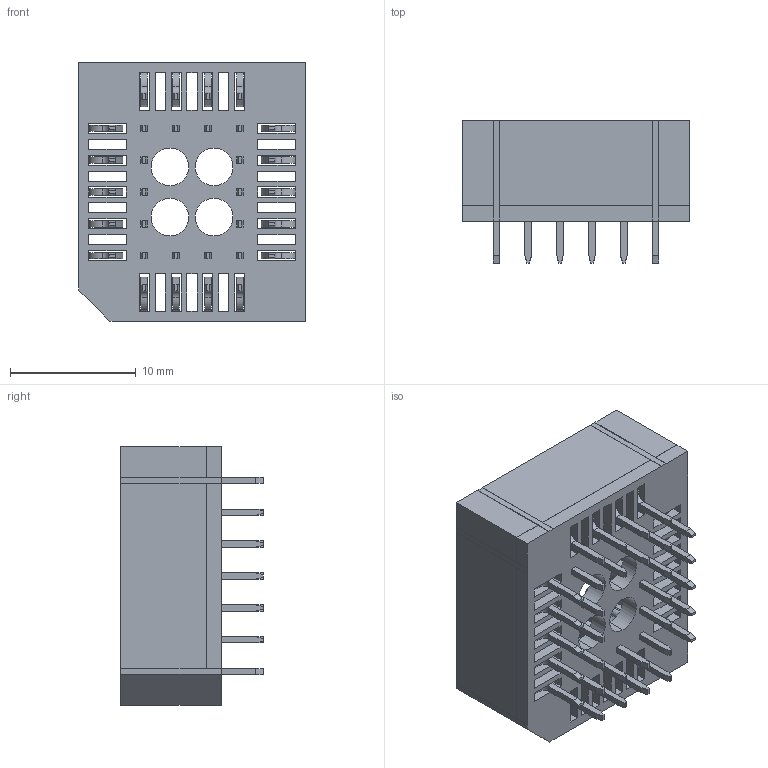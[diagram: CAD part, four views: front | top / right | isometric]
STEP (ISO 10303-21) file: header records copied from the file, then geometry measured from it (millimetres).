
FILE_DESCRIPTION (( 'STEP AP203' ), '1' );
FILE_NAME ('ACCS032ZT.STEP', '2017-06-24T06:32:21', ( '' ), ( '' ), 'SwSTEP 2.0', 'SolidWorks 2013', '' );
FILE_SCHEMA (( 'CONFIG_CONTROL_DESIGN' ));
Length unit declared in the file: millimetre
Products named in the file (1): ACCS032ZT
Bounding box: 18.05 x 11.35 x 20.6 mm (x, y, z)
Volume: 1380.4 mm3; surface area: 3745.8 mm2
Topology: 35 solids, 35 shells, 698 faces, 1957 edges, 1302 vertices
Faces by surface type: plane 538, cylinder 160
Entity records: 22450 total; most frequent: CARTESIAN_POINT 3958, ORIENTED_EDGE 3914, DIRECTION 3675, EDGE_CURVE 1957, VECTOR 1637, LINE 1637, VERTEX_POINT 1302, AXIS2_PLACEMENT_3D 1019
